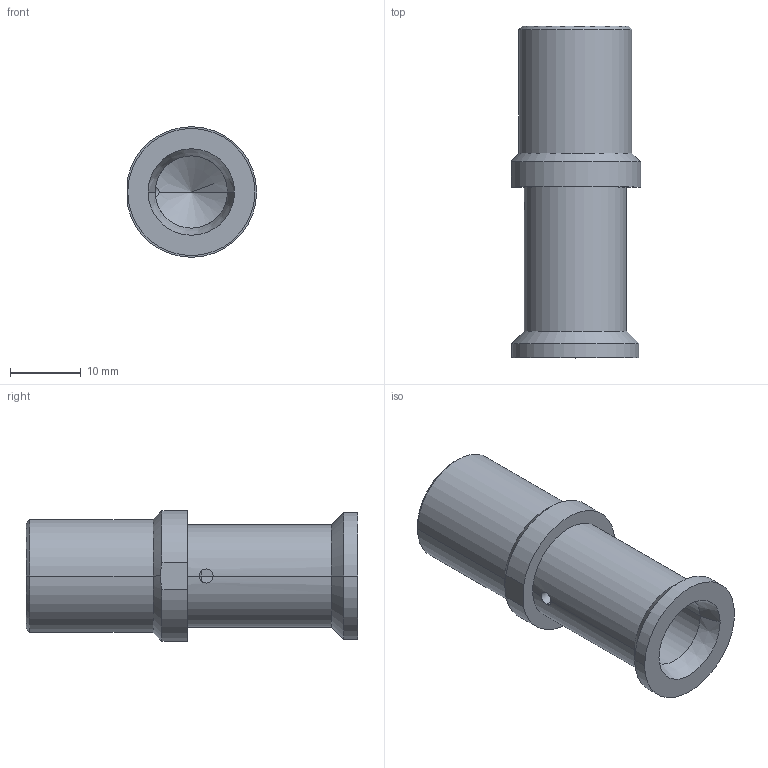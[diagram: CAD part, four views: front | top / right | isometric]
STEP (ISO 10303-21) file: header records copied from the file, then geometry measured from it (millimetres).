
FILE_DESCRIPTION((''),'2;1');
FILE_NAME('CHSF250-35','2017-05-27T',('tl.yang'),(''),'PRO/ENGINEER BY PARAMETRIC TECHNOLOGY CORPORATION, 2011500','PRO/ENGINEER BY PARAMETRIC TECHNOLOGY CORPORATION, 2011500','');
FILE_SCHEMA(('CONFIG_CONTROL_DESIGN'));
Length unit declared in the file: millimetre
Products named in the file (1): CHSF250-35
Bounding box: 18.3 x 47 x 18.5 mm (x, y, z)
Volume: 5437.9 mm3; surface area: 4297 mm2
Topology: 1 solids, 1 shells, 48 faces, 107 edges, 62 vertices
Faces by surface type: cylinder 19, cone 12, plane 7, bspline 6, torus 4
Entity records: 1546 total; most frequent: CARTESIAN_POINT 451, DIRECTION 236, ORIENTED_EDGE 210, EDGE_CURVE 105, AXIS2_PLACEMENT_3D 101, VERTEX_POINT 62, CIRCLE 59, EDGE_LOOP 53
